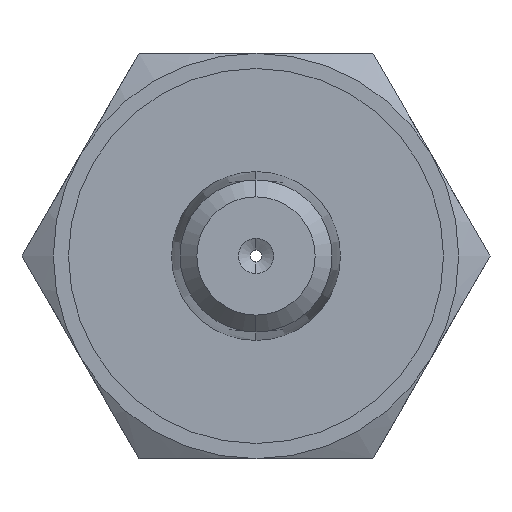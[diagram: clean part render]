
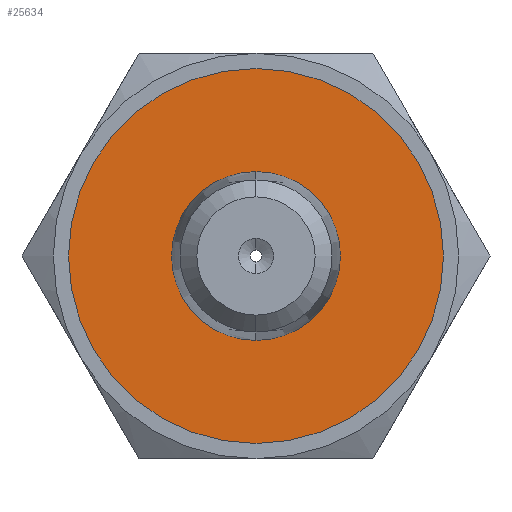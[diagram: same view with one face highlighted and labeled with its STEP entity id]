
A CAD part, front view. The second image highlights one B-rep face of the part: STEP entity #25634.
In plain terms, the highlighted planar face has unit normal (0, -1, 0).
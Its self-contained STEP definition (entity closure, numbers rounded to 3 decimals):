
#429 = CARTESIAN_POINT ( 'NONE',  ( 0., 0., 5. ) ) ;
#2377 = EDGE_LOOP ( 'NONE', ( #23830, #4017 ) ) ;
#2502 = VERTEX_POINT ( 'NONE', #14223 ) ;
#2693 = CIRCLE ( 'NONE', #3549, 11.1 ) ;
#3549 = AXIS2_PLACEMENT_3D ( 'NONE', #16722, #5271, #23092 ) ;
#4017 = ORIENTED_EDGE ( 'NONE', *, *, #23091, .F. ) ;
#4295 = VERTEX_POINT ( 'NONE', #8260 ) ;
#4815 = DIRECTION ( 'NONE',  ( 0., 1., 0. ) ) ;
#4918 = CIRCLE ( 'NONE', #22784, 11.1 ) ;
#5044 = CIRCLE ( 'NONE', #8352, 5. ) ;
#5271 = DIRECTION ( 'NONE',  ( 0., 1., 0. ) ) ;
#7104 = EDGE_CURVE ( 'NONE', #13009, #25302, #5044, .T. ) ;
#8260 = CARTESIAN_POINT ( 'NONE',  ( 0., 0., 11.1 ) ) ;
#8352 = AXIS2_PLACEMENT_3D ( 'NONE', #22636, #4815, #12768 ) ;
#8971 = CARTESIAN_POINT ( 'NONE',  ( 0., 0., -5. ) ) ;
#9135 = AXIS2_PLACEMENT_3D ( 'NONE', #19131, #13897, #21675 ) ;
#12768 = DIRECTION ( 'NONE',  ( 0., 0., 1. ) ) ;
#13009 = VERTEX_POINT ( 'NONE', #429 ) ;
#13584 = EDGE_CURVE ( 'NONE', #25302, #13009, #24913, .T. ) ;
#13821 = DIRECTION ( 'NONE',  ( 0., 0., -1. ) ) ;
#13897 = DIRECTION ( 'NONE',  ( 0., 1., 0. ) ) ;
#14223 = CARTESIAN_POINT ( 'NONE',  ( 0., 0., -11.1 ) ) ;
#14713 = DIRECTION ( 'NONE',  ( 0., -1., 0. ) ) ;
#16537 = FACE_OUTER_BOUND ( 'NONE', #2377, .T. ) ;
#16722 = CARTESIAN_POINT ( 'NONE',  ( 0., 0., 0. ) ) ;
#17262 = ORIENTED_EDGE ( 'NONE', *, *, #7104, .T. ) ;
#19131 = CARTESIAN_POINT ( 'NONE',  ( 0., 0., 0. ) ) ;
#20007 = AXIS2_PLACEMENT_3D ( 'NONE', #24584, #14713, #22637 ) ;
#21546 = EDGE_CURVE ( 'NONE', #4295, #2502, #4918, .T. ) ;
#21675 = DIRECTION ( 'NONE',  ( 0., 0., 1. ) ) ;
#22259 = DIRECTION ( 'NONE',  ( 0., 1., 0. ) ) ;
#22636 = CARTESIAN_POINT ( 'NONE',  ( 0., 0., 0. ) ) ;
#22637 = DIRECTION ( 'NONE',  ( 0., 0., -1. ) ) ;
#22784 = AXIS2_PLACEMENT_3D ( 'NONE', #23952, #22259, #13821 ) ;
#22843 = EDGE_LOOP ( 'NONE', ( #17262, #23680 ) ) ;
#23091 = EDGE_CURVE ( 'NONE', #2502, #4295, #2693, .T. ) ;
#23092 = DIRECTION ( 'NONE',  ( 0., 0., -1. ) ) ;
#23680 = ORIENTED_EDGE ( 'NONE', *, *, #13584, .T. ) ;
#23830 = ORIENTED_EDGE ( 'NONE', *, *, #21546, .F. ) ;
#23952 = CARTESIAN_POINT ( 'NONE',  ( 0., 0., 0. ) ) ;
#24454 = FACE_BOUND ( 'NONE', #22843, .T. ) ;
#24584 = CARTESIAN_POINT ( 'NONE',  ( 20., 0., 0. ) ) ;
#24913 = CIRCLE ( 'NONE', #9135, 5. ) ;
#24941 = PLANE ( 'NONE',  #20007 ) ;
#25302 = VERTEX_POINT ( 'NONE', #8971 ) ;
#25634 = ADVANCED_FACE ( 'NONE', ( #16537, #24454 ), #24941, .T. ) ;
